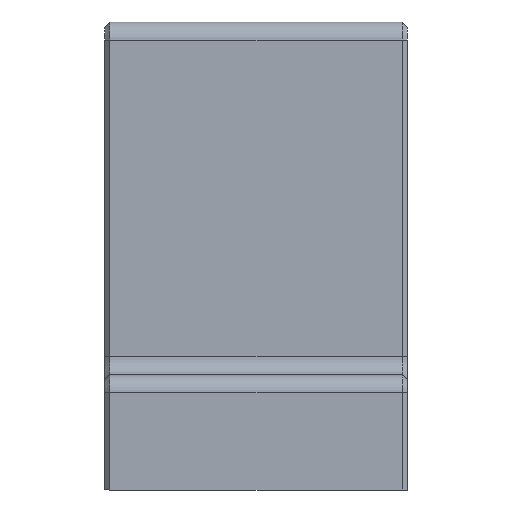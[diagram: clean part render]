
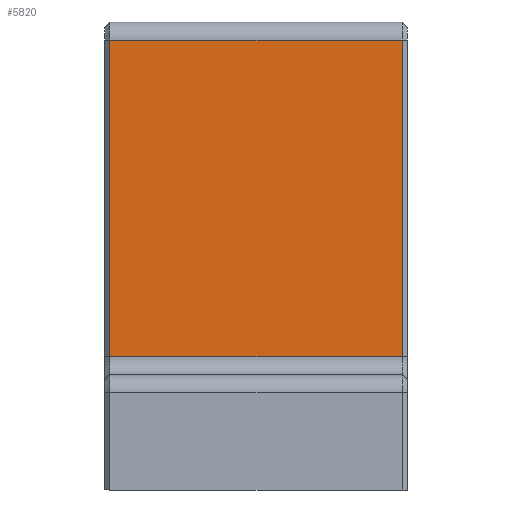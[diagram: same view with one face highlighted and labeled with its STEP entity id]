
A CAD part, front view. The second image highlights one B-rep face of the part: STEP entity #5820.
In plain terms, the highlighted planar face has unit normal (0, -1, 0).
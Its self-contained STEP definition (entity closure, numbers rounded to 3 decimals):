
#5559=CARTESIAN_POINT('',(20.3,-32.5,18.5));
#5560=VERTEX_POINT('',#5559);
#5624=CARTESIAN_POINT('',(20.3,-32.5,62.5));
#5625=VERTEX_POINT('',#5624);
#5632=CARTESIAN_POINT('',(20.3,-32.5,62.5));
#5633=DIRECTION('',(0.0,0.0,-1.0));
#5634=VECTOR('',#5633,44.);
#5635=LINE('',#5632,#5634);
#5636=EDGE_CURVE('',#5625,#5560,#5635,.T.);
#5777=CARTESIAN_POINT('',(-20.3,-32.5,18.5));
#5778=VERTEX_POINT('',#5777);
#5788=CARTESIAN_POINT('',(-20.3,-32.5,18.5));
#5789=DIRECTION('',(1.0,0.0,0.0));
#5790=VECTOR('',#5789,40.6);
#5791=LINE('',#5788,#5790);
#5792=EDGE_CURVE('',#5778,#5560,#5791,.T.);
#5797=CARTESIAN_POINT('',(0.0,-32.5,65.));
#5798=DIRECTION('',(0.0,1.0,0.0));
#5799=DIRECTION('',(0.0,0.0,1.0));
#5800=AXIS2_PLACEMENT_3D('',#5797,#5798,#5799);
#5801=PLANE('',#5800);
#5802=CARTESIAN_POINT('',(-20.3,-32.5,62.5));
#5803=VERTEX_POINT('',#5802);
#5804=CARTESIAN_POINT('',(-20.3,-32.5,18.5));
#5805=DIRECTION('',(0.0,0.0,1.0));
#5806=VECTOR('',#5805,44.);
#5807=LINE('',#5804,#5806);
#5808=EDGE_CURVE('',#5778,#5803,#5807,.T.);
#5809=ORIENTED_EDGE('',*,*,#5808,.F.);
#5810=ORIENTED_EDGE('',*,*,#5792,.T.);
#5811=ORIENTED_EDGE('',*,*,#5636,.F.);
#5812=CARTESIAN_POINT('',(20.3,-32.5,62.5));
#5813=DIRECTION('',(-1.0,0.0,0.0));
#5814=VECTOR('',#5813,40.6);
#5815=LINE('',#5812,#5814);
#5816=EDGE_CURVE('',#5625,#5803,#5815,.T.);
#5817=ORIENTED_EDGE('',*,*,#5816,.T.);
#5818=EDGE_LOOP('',(#5809,#5810,#5811,#5817));
#5819=FACE_OUTER_BOUND('',#5818,.T.);
#5820=ADVANCED_FACE('',(#5819),#5801,.F.);
